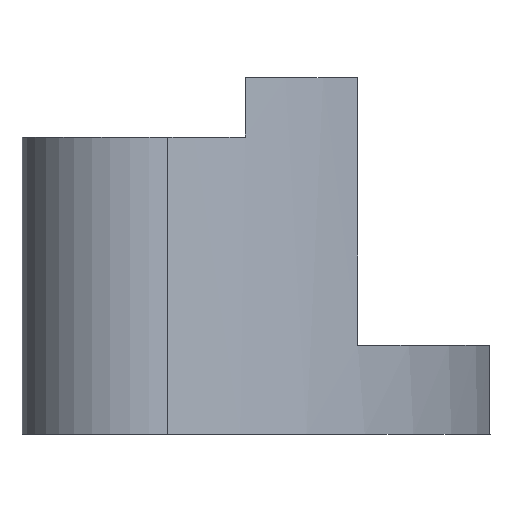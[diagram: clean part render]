
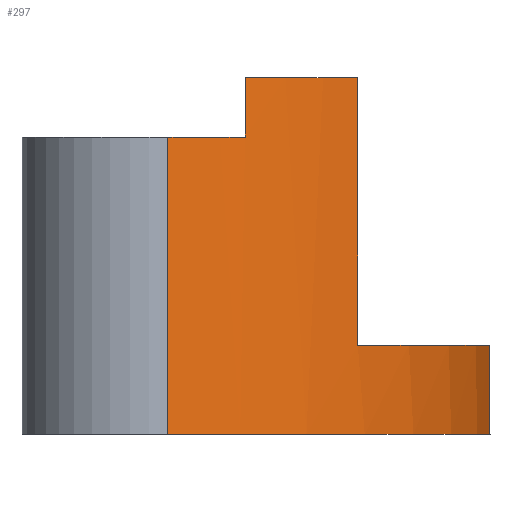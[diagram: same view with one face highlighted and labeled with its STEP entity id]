
A CAD part, front view. The second image highlights one B-rep face of the part: STEP entity #297.
In plain terms, the highlighted cylindrical face has radius 15.75 mm (diameter 31.5 mm), a partial arc.
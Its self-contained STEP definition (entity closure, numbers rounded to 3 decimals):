
#17=CYLINDRICAL_SURFACE('',#332,15.75);
#35=FACE_OUTER_BOUND('',#53,.T.);
#53=EDGE_LOOP('',(#215,#216,#217,#218,#219,#220,#221,#222,#223,#224,#225,
#226));
#73=CIRCLE('',#326,15.75);
#74=CIRCLE('',#327,15.75);
#78=CIRCLE('',#333,15.75);
#79=CIRCLE('',#334,15.75);
#80=CIRCLE('',#335,15.75);
#81=CIRCLE('',#336,15.75);
#96=LINE('',#471,#116);
#98=LINE('',#474,#118);
#99=LINE('',#482,#119);
#100=LINE('',#486,#120);
#101=LINE('',#490,#121);
#102=LINE('',#493,#122);
#116=VECTOR('',#376,10.);
#118=VECTOR('',#378,10.);
#119=VECTOR('',#387,10.);
#120=VECTOR('',#390,10.);
#121=VECTOR('',#393,10.);
#122=VECTOR('',#396,10.);
#133=VERTEX_POINT('',#457);
#135=VERTEX_POINT('',#460);
#136=VERTEX_POINT('',#462);
#137=VERTEX_POINT('',#464);
#139=VERTEX_POINT('',#470);
#140=VERTEX_POINT('',#472);
#143=VERTEX_POINT('',#481);
#144=VERTEX_POINT('',#483);
#145=VERTEX_POINT('',#485);
#146=VERTEX_POINT('',#487);
#147=VERTEX_POINT('',#489);
#148=VERTEX_POINT('',#491);
#162=EDGE_CURVE('',#135,#133,#73,.T.);
#164=EDGE_CURVE('',#137,#136,#74,.T.);
#167=EDGE_CURVE('',#139,#135,#96,.T.);
#169=EDGE_CURVE('',#136,#140,#98,.T.);
#172=EDGE_CURVE('',#140,#139,#78,.T.);
#173=EDGE_CURVE('',#133,#143,#99,.T.);
#174=EDGE_CURVE('',#143,#144,#79,.T.);
#175=EDGE_CURVE('',#145,#144,#100,.T.);
#176=EDGE_CURVE('',#145,#146,#80,.T.);
#177=EDGE_CURVE('',#146,#147,#101,.T.);
#178=EDGE_CURVE('',#147,#148,#81,.T.);
#179=EDGE_CURVE('',#148,#137,#102,.T.);
#215=ORIENTED_EDGE('',*,*,#164,.T.);
#216=ORIENTED_EDGE('',*,*,#169,.T.);
#217=ORIENTED_EDGE('',*,*,#172,.T.);
#218=ORIENTED_EDGE('',*,*,#167,.T.);
#219=ORIENTED_EDGE('',*,*,#162,.T.);
#220=ORIENTED_EDGE('',*,*,#173,.T.);
#221=ORIENTED_EDGE('',*,*,#174,.T.);
#222=ORIENTED_EDGE('',*,*,#175,.F.);
#223=ORIENTED_EDGE('',*,*,#176,.T.);
#224=ORIENTED_EDGE('',*,*,#177,.T.);
#225=ORIENTED_EDGE('',*,*,#178,.T.);
#226=ORIENTED_EDGE('',*,*,#179,.T.);
#297=ADVANCED_FACE('',(#35),#17,.T.);
#326=AXIS2_PLACEMENT_3D('',#461,#366,#367);
#327=AXIS2_PLACEMENT_3D('',#465,#369,#370);
#332=AXIS2_PLACEMENT_3D('',#479,#383,#384);
#333=AXIS2_PLACEMENT_3D('',#480,#385,#386);
#334=AXIS2_PLACEMENT_3D('',#484,#388,#389);
#335=AXIS2_PLACEMENT_3D('',#488,#391,#392);
#336=AXIS2_PLACEMENT_3D('',#492,#394,#395);
#366=DIRECTION('center_axis',(0.,0.,-1.));
#367=DIRECTION('ref_axis',(1.,0.,0.));
#369=DIRECTION('center_axis',(0.,0.,-1.));
#370=DIRECTION('ref_axis',(1.,0.,0.));
#376=DIRECTION('',(0.,0.,1.));
#378=DIRECTION('',(0.,0.,-1.));
#383=DIRECTION('center_axis',(0.,0.,1.));
#384=DIRECTION('ref_axis',(1.,0.,0.));
#385=DIRECTION('center_axis',(0.,0.,-1.));
#386=DIRECTION('ref_axis',(1.,0.,0.));
#387=DIRECTION('',(0.,0.,-1.));
#388=DIRECTION('center_axis',(0.,0.,-1.));
#389=DIRECTION('ref_axis',(1.,0.,0.));
#390=DIRECTION('',(0.,0.,1.));
#391=DIRECTION('center_axis',(0.,0.,1.));
#392=DIRECTION('ref_axis',(1.,0.,0.));
#393=DIRECTION('',(0.,0.,1.));
#394=DIRECTION('center_axis',(0.,0.,-1.));
#395=DIRECTION('ref_axis',(1.,0.,0.));
#396=DIRECTION('',(0.,0.,1.));
#457=CARTESIAN_POINT('',(7.458,-13.872,11.));
#460=CARTESIAN_POINT('',(11.25,-11.023,11.));
#461=CARTESIAN_POINT('Origin',(0.,0.,11.));
#462=CARTESIAN_POINT('',(11.25,11.023,11.));
#464=CARTESIAN_POINT('',(7.458,13.872,11.));
#465=CARTESIAN_POINT('Origin',(0.,0.,11.));
#470=CARTESIAN_POINT('',(11.25,-11.023,2.));
#471=CARTESIAN_POINT('',(11.25,-11.023,0.));
#472=CARTESIAN_POINT('',(11.25,11.023,2.));
#474=CARTESIAN_POINT('',(11.25,11.023,0.));
#479=CARTESIAN_POINT('Origin',(0.,0.,0.));
#480=CARTESIAN_POINT('Origin',(0.,0.,2.));
#481=CARTESIAN_POINT('',(7.458,-13.872,9.));
#482=CARTESIAN_POINT('',(7.458,-13.872,0.));
#483=CARTESIAN_POINT('',(4.867,-14.979,9.));
#484=CARTESIAN_POINT('Origin',(0.,0.,9.));
#485=CARTESIAN_POINT('',(4.867,-14.979,-1.));
#486=CARTESIAN_POINT('',(4.867,-14.979,0.));
#487=CARTESIAN_POINT('',(4.867,14.979,-1.));
#488=CARTESIAN_POINT('Origin',(0.,0.,-1.));
#489=CARTESIAN_POINT('',(4.867,14.979,9.));
#490=CARTESIAN_POINT('',(4.867,14.979,0.));
#491=CARTESIAN_POINT('',(7.458,13.872,9.));
#492=CARTESIAN_POINT('Origin',(0.,0.,9.));
#493=CARTESIAN_POINT('',(7.458,13.872,0.));
